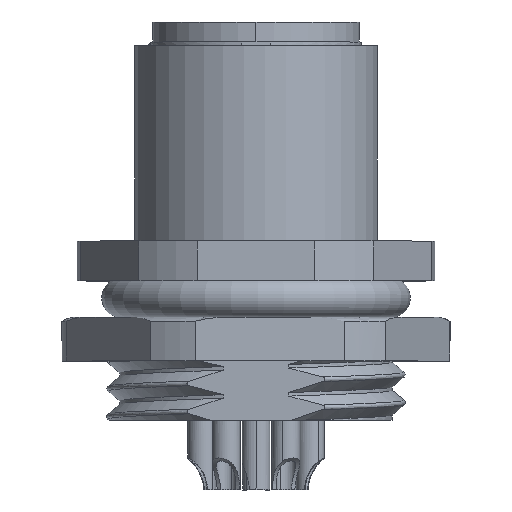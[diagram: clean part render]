
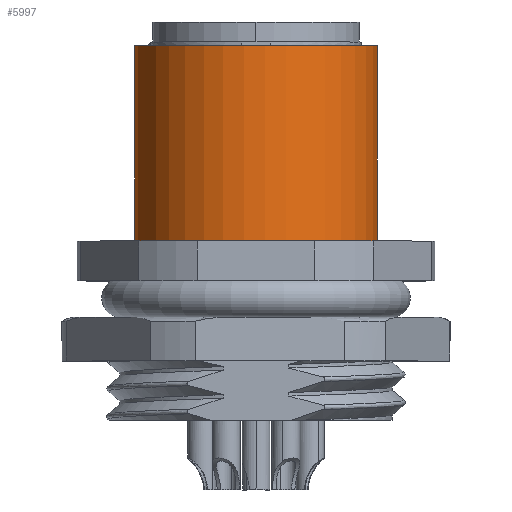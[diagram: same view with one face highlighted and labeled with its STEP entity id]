
A CAD part, top view. The second image highlights one B-rep face of the part: STEP entity #5997.
In plain terms, the highlighted cylindrical face has radius 6.1 mm (diameter 12.2 mm), a partial arc.
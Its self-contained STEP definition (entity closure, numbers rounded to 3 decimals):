
#1774=CARTESIAN_POINT('',(0.,2.,
0.));
#1775=DIRECTION('',(0.,1.,0.));
#1776=DIRECTION('',(-0.997,0.,0.077));
#1777=AXIS2_PLACEMENT_3D('',#1774,#1775,#1776);
#1792=DIRECTION('',(0.,-1.,0.));
#1793=VECTOR('',#1792,9.813);
#1794=CARTESIAN_POINT('',(-6.082,11.813,
0.469));
#1795=LINE('',#1794,#1793);
#1796=CARTESIAN_POINT('',(0.,11.813,
0.));
#1797=DIRECTION('',(0.,-1.,0.));
#1798=DIRECTION('',(0.997,0.,-0.077));
#1799=AXIS2_PLACEMENT_3D('',#1796,#1797,#1798);
#1801=DIRECTION('',(0.,-1.,0.));
#1802=VECTOR('',#1801,9.813);
#1803=CARTESIAN_POINT('',(6.082,11.813,
-0.469));
#1804=LINE('',#1803,#1802);
#3940=CARTESIAN_POINT('',(6.082,11.813,
-0.469));
#3941=CARTESIAN_POINT('',(-6.082,11.813,
0.469));
#3942=VERTEX_POINT('',#3940);
#3943=VERTEX_POINT('',#3941);
#3944=CARTESIAN_POINT('',(6.082,2.,
-0.469));
#3945=CARTESIAN_POINT('',(-6.082,2.,
0.469));
#3946=VERTEX_POINT('',#3944);
#3947=VERTEX_POINT('',#3945);
#5985=CARTESIAN_POINT('',(0.,-0.591,
0.));
#5986=DIRECTION('',(0.,1.,0.));
#5987=DIRECTION('',(-0.997,0.,0.077));
#5988=AXIS2_PLACEMENT_3D('',#5985,#5986,#5987);
#5989=CYLINDRICAL_SURFACE('',#5988,6.1);
#5990=ORIENTED_EDGE('',*,*,#5953,.F.);
#5991=ORIENTED_EDGE('',*,*,#5980,.F.);
#5993=ORIENTED_EDGE('',*,*,#5992,.F.);
#5994=ORIENTED_EDGE('',*,*,#5976,.T.);
#5995=EDGE_LOOP('',(#5990,#5991,#5993,#5994));
#5996=FACE_OUTER_BOUND('',#5995,.F.);
#5997=ADVANCED_FACE('',(#5996),#5989,.T.);
#1778=CIRCLE('',#1777,6.1);
#1800=CIRCLE('',#1799,6.1);
#5953=EDGE_CURVE('',#3947,#3946,#1778,.T.);
#5976=EDGE_CURVE('',#3942,#3946,#1804,.T.);
#5980=EDGE_CURVE('',#3943,#3947,#1795,.T.);
#5992=EDGE_CURVE('',#3942,#3943,#1800,.T.);
